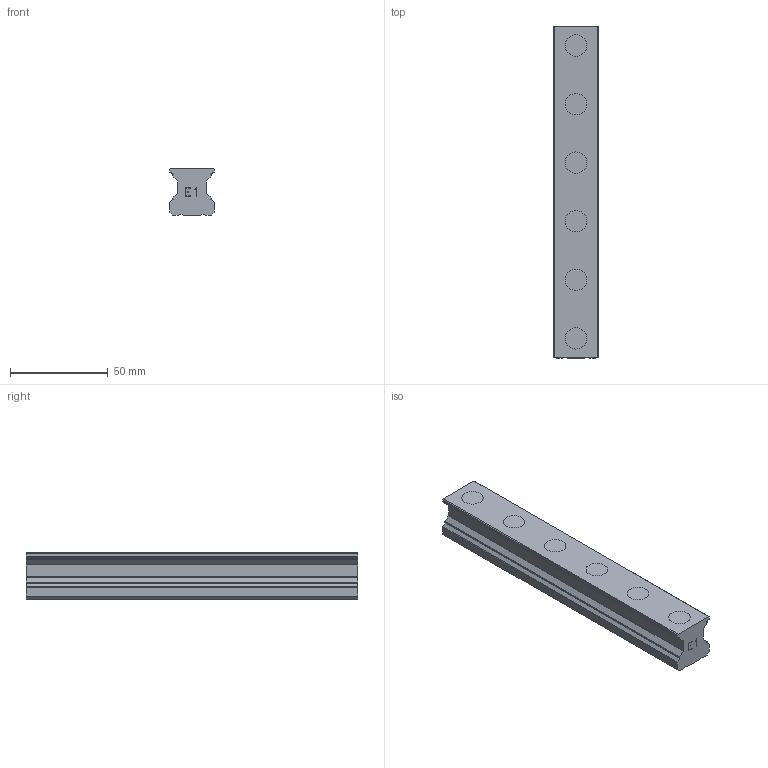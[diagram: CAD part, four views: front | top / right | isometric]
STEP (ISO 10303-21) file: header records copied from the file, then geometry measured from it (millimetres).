
FILE_DESCRIPTION(('STEP AP214'),'1');
FILE_NAME('cctmp_B7D3CEC5-ED83-40A0-96A6-F990660B70B7_2021_03_10_11_20_59_0064..stp','2021-03-10T10:20:59',('HIWIN GmbH'),('CADClick - www.CADClick.com'),'Spatial InterOp 3D',' ','unknown authorization');
FILE_SCHEMA(('AUTOMOTIVE_DESIGN'));
Length unit declared in the file: millimetre
Products named in the file (1): RGR25R170H_FILE
Bounding box: 23 x 170 x 23.6 mm (x, y, z)
Volume: 67729.1 mm3; surface area: 22174.5 mm2
Topology: 1 solids, 1 shells, 171 faces, 441 edges, 294 vertices
Faces by surface type: plane 117, cylinder 54
Entity records: 6595 total; most frequent: CARTESIAN_POINT 907, DIRECTION 893, ORIENTED_EDGE 882, EDGE_CURVE 441, LINE 333, VECTOR 333, VERTEX_POINT 294, AXIS2_PLACEMENT_3D 280
